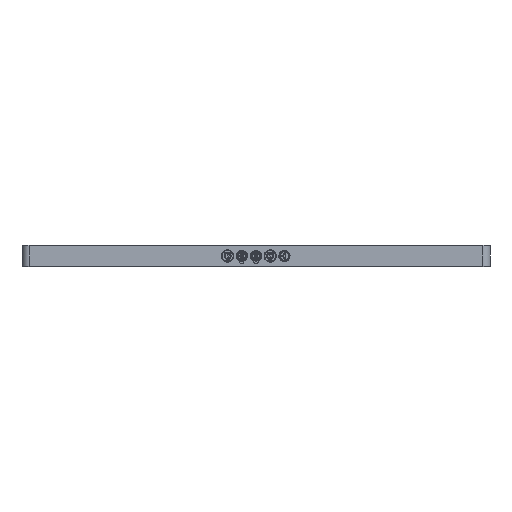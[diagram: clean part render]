
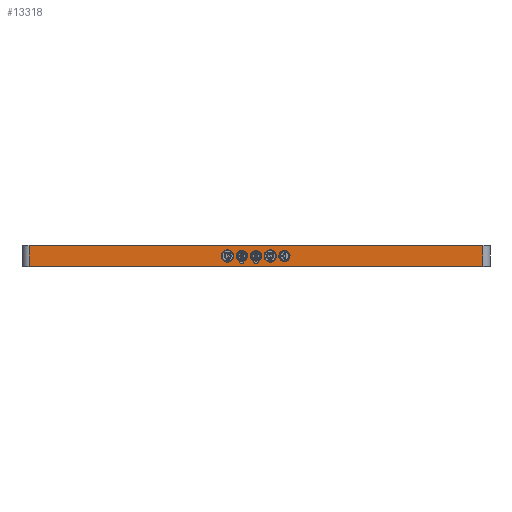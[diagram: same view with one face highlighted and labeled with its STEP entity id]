
A CAD part, front view. The second image highlights one B-rep face of the part: STEP entity #13318.
In plain terms, the highlighted planar face has unit normal (0, -1, 0).
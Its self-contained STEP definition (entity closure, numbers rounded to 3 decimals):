
#764=FACE_BOUND('',#4430,.T.);
#765=FACE_BOUND('',#4431,.T.);
#766=FACE_BOUND('',#4432,.T.);
#767=FACE_BOUND('',#4433,.T.);
#768=FACE_BOUND('',#4434,.T.);
#1701=LINE('',#22996,#2727);
#1706=LINE('',#23009,#2732);
#1707=LINE('',#23013,#2733);
#1708=LINE('',#23014,#2734);
#2727=VECTOR('',#18222,10.);
#2732=VECTOR('',#18237,10.);
#2733=VECTOR('',#18242,10.);
#2734=VECTOR('',#18243,10.);
#3562=FACE_OUTER_BOUND('',#4429,.T.);
#4429=EDGE_LOOP('',(#11506,#11507,#11508,#11509));
#4430=EDGE_LOOP('',(#11510));
#4431=EDGE_LOOP('',(#11511));
#4432=EDGE_LOOP('',(#11512));
#4433=EDGE_LOOP('',(#11513,#11514));
#4434=EDGE_LOOP('',(#11515,#11516));
#4744=CIRCLE('',#13775,3.35);
#5080=CIRCLE('',#14692,4.3);
#5081=CIRCLE('',#14693,4.3);
#5082=CIRCLE('',#14694,4.05);
#5083=CIRCLE('',#14695,1.5);
#5084=CIRCLE('',#14696,1.5);
#5085=CIRCLE('',#14697,4.05);
#5520=VERTEX_POINT('',#19879);
#6201=VERTEX_POINT('',#22988);
#6203=VERTEX_POINT('',#22994);
#6206=VERTEX_POINT('',#23008);
#6207=VERTEX_POINT('',#23012);
#6208=VERTEX_POINT('',#23015);
#6209=VERTEX_POINT('',#23017);
#6210=VERTEX_POINT('',#23019);
#6211=VERTEX_POINT('',#23020);
#6212=VERTEX_POINT('',#23023);
#6213=VERTEX_POINT('',#23024);
#6816=EDGE_CURVE('',#5520,#5520,#4744,.T.);
#8050=EDGE_CURVE('',#6203,#6201,#1701,.T.);
#8057=EDGE_CURVE('',#6201,#6206,#1706,.T.);
#8059=EDGE_CURVE('',#6207,#6203,#1707,.T.);
#8060=EDGE_CURVE('',#6206,#6207,#1708,.T.);
#8061=EDGE_CURVE('',#6208,#6208,#5080,.T.);
#8062=EDGE_CURVE('',#6209,#6209,#5081,.T.);
#8063=EDGE_CURVE('',#6210,#6211,#5082,.T.);
#8064=EDGE_CURVE('',#6211,#6210,#5083,.T.);
#8065=EDGE_CURVE('',#6212,#6213,#5084,.T.);
#8066=EDGE_CURVE('',#6213,#6212,#5085,.T.);
#11506=ORIENTED_EDGE('',*,*,#8050,.F.);
#11507=ORIENTED_EDGE('',*,*,#8059,.F.);
#11508=ORIENTED_EDGE('',*,*,#8060,.F.);
#11509=ORIENTED_EDGE('',*,*,#8057,.F.);
#11510=ORIENTED_EDGE('',*,*,#6816,.T.);
#11511=ORIENTED_EDGE('',*,*,#8061,.T.);
#11512=ORIENTED_EDGE('',*,*,#8062,.T.);
#11513=ORIENTED_EDGE('',*,*,#8063,.T.);
#11514=ORIENTED_EDGE('',*,*,#8064,.T.);
#11515=ORIENTED_EDGE('',*,*,#8065,.T.);
#11516=ORIENTED_EDGE('',*,*,#8066,.T.);
#12558=PLANE('',#14691);
#13318=ADVANCED_FACE('',(#3562,#764,#765,#766,#767,#768),#12558,.T.);
#13775=AXIS2_PLACEMENT_3D('',#19880,#15779,#15780);
#14691=AXIS2_PLACEMENT_3D('',#23011,#18240,#18241);
#14692=AXIS2_PLACEMENT_3D('',#23016,#18244,#18245);
#14693=AXIS2_PLACEMENT_3D('',#23018,#18246,#18247);
#14694=AXIS2_PLACEMENT_3D('',#23021,#18248,#18249);
#14695=AXIS2_PLACEMENT_3D('',#23022,#18250,#18251);
#14696=AXIS2_PLACEMENT_3D('',#23025,#18252,#18253);
#14697=AXIS2_PLACEMENT_3D('',#23026,#18254,#18255);
#15779=DIRECTION('center_axis',(0.,1.,0.));
#15780=DIRECTION('ref_axis',(1.,0.,0.01));
#18222=DIRECTION('',(-1.,0.,0.));
#18237=DIRECTION('',(0.,0.,1.));
#18240=DIRECTION('center_axis',(0.,-1.,0.));
#18241=DIRECTION('ref_axis',(1.,0.,0.));
#18242=DIRECTION('',(0.,0.,-1.));
#18243=DIRECTION('',(1.,0.,0.));
#18244=DIRECTION('center_axis',(0.,1.,0.));
#18245=DIRECTION('ref_axis',(1.,0.,0.));
#18246=DIRECTION('center_axis',(0.,1.,0.));
#18247=DIRECTION('ref_axis',(1.,0.,0.));
#18248=DIRECTION('center_axis',(0.,1.,0.));
#18249=DIRECTION('ref_axis',(1.,0.,0.));
#18250=DIRECTION('center_axis',(0.,1.,0.));
#18251=DIRECTION('ref_axis',(1.,0.,0.));
#18252=DIRECTION('center_axis',(0.,1.,0.));
#18253=DIRECTION('ref_axis',(1.,0.,0.));
#18254=DIRECTION('center_axis',(0.,1.,0.));
#18255=DIRECTION('ref_axis',(1.,0.,0.));
#19879=CARTESIAN_POINT('',(181.65,0.,7.467));
#19880=CARTESIAN_POINT('Origin',(185.,0.,
7.5));
#22988=CARTESIAN_POINT('',(5.,0.,0.4));
#22994=CARTESIAN_POINT('',(325.,0.,0.4));
#22996=CARTESIAN_POINT('',(82.5,0.,0.4));
#23008=CARTESIAN_POINT('',(5.,0.,14.6));
#23009=CARTESIAN_POINT('',(5.,0.,0.));
#23011=CARTESIAN_POINT('Origin',(0.,0.,0.));
#23012=CARTESIAN_POINT('',(325.,0.,14.6));
#23013=CARTESIAN_POINT('',(325.,0.,0.));
#23014=CARTESIAN_POINT('',(82.5,0.,14.6));
#23015=CARTESIAN_POINT('',(140.7,0.,7.5));
#23016=CARTESIAN_POINT('Origin',(145.,0.,7.5));
#23017=CARTESIAN_POINT('',(170.7,0.,7.5));
#23018=CARTESIAN_POINT('Origin',(175.,0.,7.5));
#23019=CARTESIAN_POINT('',(153.526,0.,3.728));
#23020=CARTESIAN_POINT('',(156.474,0.,3.728));
#23021=CARTESIAN_POINT('Origin',(155.,0.,7.5));
#23022=CARTESIAN_POINT('Origin',(155.,0.,3.45));
#23023=CARTESIAN_POINT('',(166.474,0.,3.728));
#23024=CARTESIAN_POINT('',(163.526,0.,3.728));
#23025=CARTESIAN_POINT('Origin',(165.,0.,3.45));
#23026=CARTESIAN_POINT('Origin',(165.,0.,7.5));
